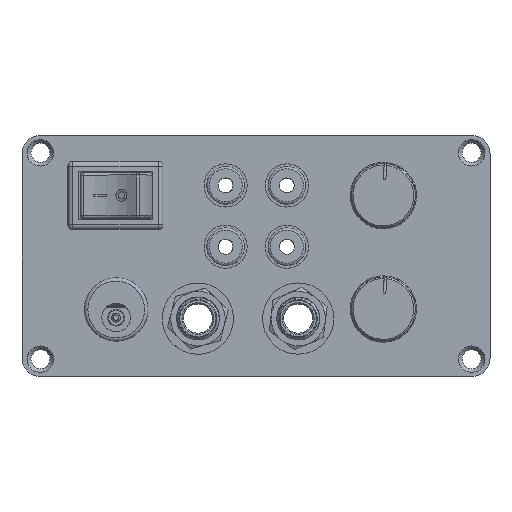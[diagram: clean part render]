
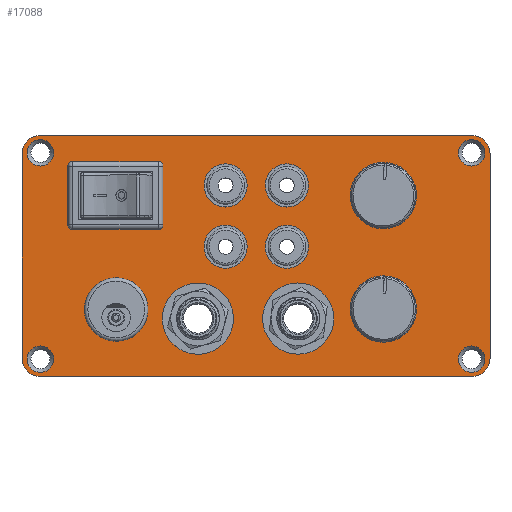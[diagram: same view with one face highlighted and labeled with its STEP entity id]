
A CAD part, top view. The second image highlights one B-rep face of the part: STEP entity #17088.
In plain terms, the highlighted planar face has unit normal (0, 0, 1).
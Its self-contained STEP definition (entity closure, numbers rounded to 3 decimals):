
#1081=LINE('',#28714,#2520);
#1082=LINE('',#28717,#2521);
#1083=LINE('',#28719,#2522);
#1084=LINE('',#28721,#2523);
#1085=LINE('',#28730,#2524);
#1086=LINE('',#28735,#2525);
#1087=LINE('',#28739,#2526);
#1088=LINE('',#28743,#2527);
#2520=VECTOR('',#23825,1000.);
#2521=VECTOR('',#23826,1000.);
#2522=VECTOR('',#23827,1000.);
#2523=VECTOR('',#23828,1000.);
#2524=VECTOR('',#23837,1000.);
#2525=VECTOR('',#23840,1000.);
#2526=VECTOR('',#23843,1000.);
#2527=VECTOR('',#23846,1000.);
#3959=ORIENTED_EDGE('',*,*,#9075,.T.);
#3960=ORIENTED_EDGE('',*,*,#9076,.T.);
#3961=ORIENTED_EDGE('',*,*,#9077,.T.);
#3962=ORIENTED_EDGE('',*,*,#9078,.T.);
#3963=ORIENTED_EDGE('',*,*,#9079,.T.);
#3964=ORIENTED_EDGE('',*,*,#9080,.T.);
#3965=ORIENTED_EDGE('',*,*,#9081,.T.);
#3966=ORIENTED_EDGE('',*,*,#9082,.T.);
#3967=ORIENTED_EDGE('',*,*,#9083,.T.);
#3968=ORIENTED_EDGE('',*,*,#9084,.F.);
#3969=ORIENTED_EDGE('',*,*,#9085,.F.);
#3970=ORIENTED_EDGE('',*,*,#9086,.F.);
#3971=ORIENTED_EDGE('',*,*,#9087,.F.);
#3972=ORIENTED_EDGE('',*,*,#9088,.T.);
#3973=ORIENTED_EDGE('',*,*,#9089,.T.);
#3974=ORIENTED_EDGE('',*,*,#9090,.T.);
#3975=ORIENTED_EDGE('',*,*,#9091,.T.);
#3976=ORIENTED_EDGE('',*,*,#9092,.F.);
#3977=ORIENTED_EDGE('',*,*,#9093,.F.);
#3978=ORIENTED_EDGE('',*,*,#9094,.F.);
#3979=ORIENTED_EDGE('',*,*,#9095,.F.);
#3980=ORIENTED_EDGE('',*,*,#9096,.F.);
#3981=ORIENTED_EDGE('',*,*,#9097,.F.);
#3982=ORIENTED_EDGE('',*,*,#9098,.F.);
#3983=ORIENTED_EDGE('',*,*,#9099,.F.);
#9075=EDGE_CURVE('',#11633,#11633,#13383,.T.);
#9076=EDGE_CURVE('',#11634,#11634,#13384,.T.);
#9077=EDGE_CURVE('',#11635,#11635,#13385,.T.);
#9078=EDGE_CURVE('',#11636,#11636,#13386,.T.);
#9079=EDGE_CURVE('',#11637,#11637,#13387,.T.);
#9080=EDGE_CURVE('',#11638,#11638,#13388,.T.);
#9081=EDGE_CURVE('',#11639,#11639,#13389,.T.);
#9082=EDGE_CURVE('',#11640,#11640,#13390,.T.);
#9083=EDGE_CURVE('',#11641,#11641,#13391,.T.);
#9084=EDGE_CURVE('',#11642,#11643,#1081,.T.);
#9085=EDGE_CURVE('',#11644,#11642,#1082,.T.);
#9086=EDGE_CURVE('',#11645,#11644,#1083,.T.);
#9087=EDGE_CURVE('',#11643,#11645,#1084,.T.);
#9088=EDGE_CURVE('',#11646,#11646,#13392,.T.);
#9089=EDGE_CURVE('',#11647,#11647,#13393,.T.);
#9090=EDGE_CURVE('',#11648,#11648,#13394,.T.);
#9091=EDGE_CURVE('',#11649,#11649,#13395,.T.);
#9092=EDGE_CURVE('',#11650,#11651,#1085,.T.);
#9093=EDGE_CURVE('',#11652,#11650,#13396,.T.);
#9094=EDGE_CURVE('',#11653,#11652,#1086,.T.);
#9095=EDGE_CURVE('',#11654,#11653,#13397,.T.);
#9096=EDGE_CURVE('',#11655,#11654,#1087,.T.);
#9097=EDGE_CURVE('',#11656,#11655,#13398,.T.);
#9098=EDGE_CURVE('',#11657,#11656,#1088,.T.);
#9099=EDGE_CURVE('',#11651,#11657,#13399,.T.);
#11633=VERTEX_POINT('',#28697);
#11634=VERTEX_POINT('',#28699);
#11635=VERTEX_POINT('',#28701);
#11636=VERTEX_POINT('',#28703);
#11637=VERTEX_POINT('',#28705);
#11638=VERTEX_POINT('',#28707);
#11639=VERTEX_POINT('',#28709);
#11640=VERTEX_POINT('',#28711);
#11641=VERTEX_POINT('',#28713);
#11642=VERTEX_POINT('',#28715);
#11643=VERTEX_POINT('',#28716);
#11644=VERTEX_POINT('',#28718);
#11645=VERTEX_POINT('',#28720);
#11646=VERTEX_POINT('',#28723);
#11647=VERTEX_POINT('',#28725);
#11648=VERTEX_POINT('',#28727);
#11649=VERTEX_POINT('',#28729);
#11650=VERTEX_POINT('',#28731);
#11651=VERTEX_POINT('',#28732);
#11652=VERTEX_POINT('',#28734);
#11653=VERTEX_POINT('',#28736);
#11654=VERTEX_POINT('',#28738);
#11655=VERTEX_POINT('',#28740);
#11656=VERTEX_POINT('',#28742);
#11657=VERTEX_POINT('',#28744);
#13383=CIRCLE('',#22079,6.4);
#13384=CIRCLE('',#22080,5.);
#13385=CIRCLE('',#22081,5.);
#13386=CIRCLE('',#22082,3.6);
#13387=CIRCLE('',#22083,3.25);
#13388=CIRCLE('',#22084,3.25);
#13389=CIRCLE('',#22085,3.6);
#13390=CIRCLE('',#22086,3.25);
#13391=CIRCLE('',#22087,3.25);
#13392=CIRCLE('',#22088,2.921);
#13393=CIRCLE('',#22089,2.921);
#13394=CIRCLE('',#22090,2.921);
#13395=CIRCLE('',#22091,2.921);
#13396=CIRCLE('',#22092,3.99);
#13397=CIRCLE('',#22093,3.99);
#13398=CIRCLE('',#22094,3.99);
#13399=CIRCLE('',#22095,3.99);
#14086=EDGE_LOOP('',(#3959));
#14087=EDGE_LOOP('',(#3960));
#14088=EDGE_LOOP('',(#3961));
#14089=EDGE_LOOP('',(#3962));
#14090=EDGE_LOOP('',(#3963));
#14091=EDGE_LOOP('',(#3964));
#14092=EDGE_LOOP('',(#3965));
#14093=EDGE_LOOP('',(#3966));
#14094=EDGE_LOOP('',(#3967));
#14095=EDGE_LOOP('',(#3968,#3969,#3970,#3971));
#14096=EDGE_LOOP('',(#3972));
#14097=EDGE_LOOP('',(#3973));
#14098=EDGE_LOOP('',(#3974));
#14099=EDGE_LOOP('',(#3975));
#14100=EDGE_LOOP('',(#3976,#3977,#3978,#3979,#3980,#3981,#3982,#3983));
#15298=FACE_BOUND('',#14086,.T.);
#15299=FACE_BOUND('',#14087,.T.);
#15300=FACE_BOUND('',#14088,.T.);
#15301=FACE_BOUND('',#14089,.T.);
#15302=FACE_BOUND('',#14090,.T.);
#15303=FACE_BOUND('',#14091,.T.);
#15304=FACE_BOUND('',#14092,.T.);
#15305=FACE_BOUND('',#14093,.T.);
#15306=FACE_BOUND('',#14094,.T.);
#15307=FACE_BOUND('',#14095,.T.);
#15308=FACE_BOUND('',#14096,.T.);
#15309=FACE_BOUND('',#14097,.T.);
#15310=FACE_BOUND('',#14098,.T.);
#15311=FACE_BOUND('',#14099,.T.);
#15312=FACE_BOUND('',#14100,.T.);
#16510=PLANE('',#22078);
#17088=ADVANCED_FACE('',(#15298,#15299,#15300,#15301,#15302,#15303,#15304,
#15305,#15306,#15307,#15308,#15309,#15310,#15311,#15312),#16510,.T.);
#22078=AXIS2_PLACEMENT_3D('',#28695,#23805,#23806);
#22079=AXIS2_PLACEMENT_3D('',#28696,#23807,#23808);
#22080=AXIS2_PLACEMENT_3D('',#28698,#23809,#23810);
#22081=AXIS2_PLACEMENT_3D('',#28700,#23811,#23812);
#22082=AXIS2_PLACEMENT_3D('',#28702,#23813,#23814);
#22083=AXIS2_PLACEMENT_3D('',#28704,#23815,#23816);
#22084=AXIS2_PLACEMENT_3D('',#28706,#23817,#23818);
#22085=AXIS2_PLACEMENT_3D('',#28708,#23819,#23820);
#22086=AXIS2_PLACEMENT_3D('',#28710,#23821,#23822);
#22087=AXIS2_PLACEMENT_3D('',#28712,#23823,#23824);
#22088=AXIS2_PLACEMENT_3D('',#28722,#23829,#23830);
#22089=AXIS2_PLACEMENT_3D('',#28724,#23831,#23832);
#22090=AXIS2_PLACEMENT_3D('',#28726,#23833,#23834);
#22091=AXIS2_PLACEMENT_3D('',#28728,#23835,#23836);
#22092=AXIS2_PLACEMENT_3D('',#28733,#23838,#23839);
#22093=AXIS2_PLACEMENT_3D('',#28737,#23841,#23842);
#22094=AXIS2_PLACEMENT_3D('',#28741,#23844,#23845);
#22095=AXIS2_PLACEMENT_3D('',#28745,#23847,#23848);
#23805=DIRECTION('',(0.,0.,1.));
#23806=DIRECTION('',(1.,0.,0.));
#23807=DIRECTION('',(0.,0.,-1.));
#23808=DIRECTION('',(1.,0.,0.));
#23809=DIRECTION('',(0.,0.,-1.));
#23810=DIRECTION('',(1.,0.,0.));
#23811=DIRECTION('',(0.,0.,-1.));
#23812=DIRECTION('',(1.,0.,0.));
#23813=DIRECTION('',(0.,0.,-1.));
#23814=DIRECTION('',(1.,0.,0.));
#23815=DIRECTION('',(0.,0.,-1.));
#23816=DIRECTION('',(1.,0.,0.));
#23817=DIRECTION('',(0.,0.,-1.));
#23818=DIRECTION('',(1.,0.,0.));
#23819=DIRECTION('',(0.,0.,-1.));
#23820=DIRECTION('',(1.,0.,0.));
#23821=DIRECTION('',(0.,0.,-1.));
#23822=DIRECTION('',(1.,0.,0.));
#23823=DIRECTION('',(0.,0.,-1.));
#23824=DIRECTION('',(1.,0.,0.));
#23825=DIRECTION('',(0.,1.,0.));
#23826=DIRECTION('',(1.,0.,0.));
#23827=DIRECTION('',(0.,-1.,0.));
#23828=DIRECTION('',(-1.,0.,0.));
#23829=DIRECTION('',(0.,0.,-1.));
#23830=DIRECTION('',(1.,0.,0.));
#23831=DIRECTION('',(0.,0.,-1.));
#23832=DIRECTION('',(1.,0.,0.));
#23833=DIRECTION('',(0.,0.,-1.));
#23834=DIRECTION('',(1.,0.,0.));
#23835=DIRECTION('',(0.,0.,-1.));
#23836=DIRECTION('',(1.,0.,0.));
#23837=DIRECTION('',(1.,0.,0.));
#23838=DIRECTION('',(0.,0.,-1.));
#23839=DIRECTION('',(0.,-1.,0.));
#23840=DIRECTION('',(0.,1.,0.));
#23841=DIRECTION('',(0.,0.,-1.));
#23842=DIRECTION('',(1.,0.,0.));
#23843=DIRECTION('',(-1.,0.,0.));
#23844=DIRECTION('',(0.,0.,-1.));
#23845=DIRECTION('',(0.,1.,0.));
#23846=DIRECTION('',(0.,-1.,0.));
#23847=DIRECTION('',(0.,0.,-1.));
#23848=DIRECTION('',(-1.,0.,0.));
#28695=CARTESIAN_POINT('',(0.,0.,0.75));
#28696=CARTESIAN_POINT('',(-30.812,-11.793,0.75));
#28697=CARTESIAN_POINT('',(-24.412,-11.793,0.75));
#28698=CARTESIAN_POINT('',(-12.802,-13.793,0.75));
#28699=CARTESIAN_POINT('',(-7.802,-13.793,0.75));
#28700=CARTESIAN_POINT('',(9.298,-13.793,0.75));
#28701=CARTESIAN_POINT('',(14.298,-13.793,0.75));
#28702=CARTESIAN_POINT('',(28.062,-11.707,0.75));
#28703=CARTESIAN_POINT('',(31.662,-11.707,0.75));
#28704=CARTESIAN_POINT('',(6.798,2.043,0.75));
#28705=CARTESIAN_POINT('',(10.048,2.043,0.75));
#28706=CARTESIAN_POINT('',(-6.702,2.043,0.75));
#28707=CARTESIAN_POINT('',(-3.452,2.043,0.75));
#28708=CARTESIAN_POINT('',(28.062,13.293,0.75));
#28709=CARTESIAN_POINT('',(31.662,13.293,0.75));
#28710=CARTESIAN_POINT('',(6.798,15.543,0.75));
#28711=CARTESIAN_POINT('',(10.048,15.543,0.75));
#28712=CARTESIAN_POINT('',(-6.702,15.543,0.75));
#28713=CARTESIAN_POINT('',(-3.452,15.543,0.75));
#28714=CARTESIAN_POINT('',(-20.912,6.843,0.75));
#28715=CARTESIAN_POINT('',(-20.912,6.843,0.75));
#28716=CARTESIAN_POINT('',(-20.912,19.743,0.75));
#28717=CARTESIAN_POINT('',(-40.712,6.843,0.75));
#28718=CARTESIAN_POINT('',(-40.712,6.843,0.75));
#28719=CARTESIAN_POINT('',(-40.712,19.743,0.75));
#28720=CARTESIAN_POINT('',(-40.712,19.743,0.75));
#28721=CARTESIAN_POINT('',(-20.912,19.743,0.75));
#28722=CARTESIAN_POINT('',(47.498,-22.733,0.75));
#28723=CARTESIAN_POINT('',(50.419,-22.733,0.75));
#28724=CARTESIAN_POINT('',(47.498,22.733,0.75));
#28725=CARTESIAN_POINT('',(50.419,22.733,0.75));
#28726=CARTESIAN_POINT('',(-47.498,22.733,0.75));
#28727=CARTESIAN_POINT('',(-44.577,22.733,0.75));
#28728=CARTESIAN_POINT('',(-47.498,-22.733,0.75));
#28729=CARTESIAN_POINT('',(-44.577,-22.733,0.75));
#28730=CARTESIAN_POINT('',(-47.572,26.543,0.75));
#28731=CARTESIAN_POINT('',(-47.572,26.543,0.75));
#28732=CARTESIAN_POINT('',(47.572,26.543,0.75));
#28733=CARTESIAN_POINT('',(-47.572,22.553,0.75));
#28734=CARTESIAN_POINT('',(-51.562,22.553,0.75));
#28735=CARTESIAN_POINT('',(-51.562,-22.553,0.75));
#28736=CARTESIAN_POINT('',(-51.562,-22.553,0.75));
#28737=CARTESIAN_POINT('',(-47.572,-22.553,0.75));
#28738=CARTESIAN_POINT('',(-47.572,-26.543,0.75));
#28739=CARTESIAN_POINT('',(47.572,-26.543,0.75));
#28740=CARTESIAN_POINT('',(47.572,-26.543,0.75));
#28741=CARTESIAN_POINT('',(47.572,-22.553,0.75));
#28742=CARTESIAN_POINT('',(51.562,-22.553,0.75));
#28743=CARTESIAN_POINT('',(51.562,22.553,0.75));
#28744=CARTESIAN_POINT('',(51.562,22.553,0.75));
#28745=CARTESIAN_POINT('',(47.572,22.553,0.75));
